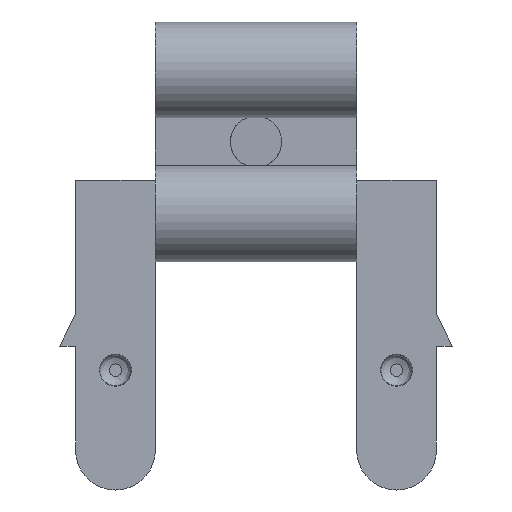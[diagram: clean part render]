
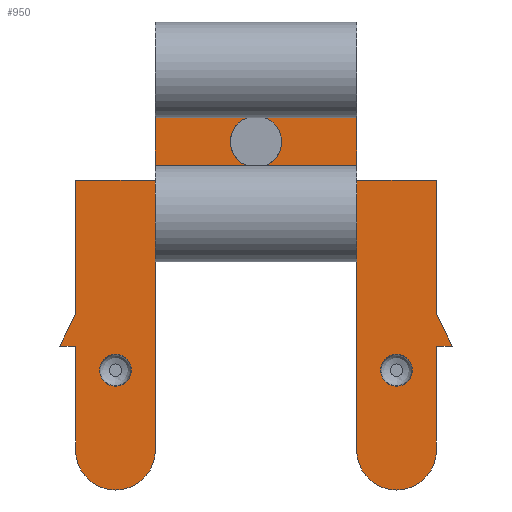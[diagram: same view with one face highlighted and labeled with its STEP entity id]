
A CAD part, front view. The second image highlights one B-rep face of the part: STEP entity #950.
In plain terms, the highlighted planar face has unit normal (0, -1, 0).
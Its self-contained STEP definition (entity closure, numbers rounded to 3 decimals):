
#20=PLANE($,#1034);
#80=LINE($,#1652,#166);
#86=LINE($,#1672,#172);
#87=LINE($,#1674,#173);
#88=LINE($,#1676,#174);
#89=LINE($,#1678,#175);
#90=LINE($,#1680,#176);
#91=LINE($,#1681,#177);
#92=LINE($,#1683,#178);
#93=LINE($,#1685,#179);
#94=LINE($,#1687,#180);
#95=LINE($,#1689,#181);
#96=LINE($,#1690,#182);
#97=LINE($,#1692,#183);
#98=LINE($,#1694,#184);
#99=LINE($,#1696,#185);
#100=LINE($,#1698,#186);
#101=LINE($,#1700,#187);
#102=LINE($,#1701,#188);
#166=VECTOR($,#1186,4.15);
#172=VECTOR($,#1202,6.3);
#173=VECTOR($,#1203,2.5);
#174=VECTOR($,#1204,4.2);
#175=VECTOR($,#1205,1.118);
#176=VECTOR($,#1206,0.5);
#177=VECTOR($,#1207,3.25);
#178=VECTOR($,#1208,5.958);
#179=VECTOR($,#1209,0.742);
#180=VECTOR($,#1210,6.3);
#181=VECTOR($,#1211,0.742);
#182=VECTOR($,#1212,5.958);
#183=VECTOR($,#1213,3.25);
#184=VECTOR($,#1214,0.5);
#185=VECTOR($,#1215,1.118);
#186=VECTOR($,#1216,4.2);
#187=VECTOR($,#1217,2.5);
#188=VECTOR($,#1218,4.15);
#247=FACE_BOUND($,#331,.T.);
#248=FACE_BOUND($,#332,.T.);
#249=FACE_BOUND($,#333,.T.);
#268=FACE_OUTER_BOUND($,#330,.T.);
#330=EDGE_LOOP($,(#738,#739,#740,#741,#742,#743,#744,#745,#746,#747,#748,
#749,#750,#751,#752,#753,#754,#755,#756,#757));
#331=EDGE_LOOP($,(#758));
#332=EDGE_LOOP($,(#759));
#333=EDGE_LOOP($,(#760));
#387=CIRCLE($,#1005,0.5);
#389=CIRCLE($,#1008,1.25);
#399=CIRCLE($,#1020,0.5);
#401=CIRCLE($,#1023,1.25);
#402=CIRCLE($,#1027,0.8);
#430=VERTEX_POINT($,#1448);
#433=VERTEX_POINT($,#1454);
#434=VERTEX_POINT($,#1456);
#444=VERTEX_POINT($,#1539);
#447=VERTEX_POINT($,#1545);
#448=VERTEX_POINT($,#1547);
#453=VERTEX_POINT($,#1592);
#468=VERTEX_POINT($,#1649);
#469=VERTEX_POINT($,#1651);
#478=VERTEX_POINT($,#1671);
#479=VERTEX_POINT($,#1673);
#480=VERTEX_POINT($,#1675);
#481=VERTEX_POINT($,#1677);
#482=VERTEX_POINT($,#1679);
#483=VERTEX_POINT($,#1682);
#484=VERTEX_POINT($,#1684);
#485=VERTEX_POINT($,#1686);
#486=VERTEX_POINT($,#1688);
#487=VERTEX_POINT($,#1691);
#488=VERTEX_POINT($,#1693);
#489=VERTEX_POINT($,#1695);
#490=VERTEX_POINT($,#1697);
#491=VERTEX_POINT($,#1699);
#527=EDGE_CURVE($,#430,#430,#387,.T.);
#530=EDGE_CURVE($,#433,#434,#389,.T.);
#543=EDGE_CURVE($,#444,#444,#399,.T.);
#546=EDGE_CURVE($,#448,#447,#401,.T.);
#553=EDGE_CURVE($,#453,#453,#402,.T.);
#572=EDGE_CURVE($,#468,#469,#80,.T.);
#582=EDGE_CURVE($,#478,#469,#86,.T.);
#583=EDGE_CURVE($,#479,#468,#87,.T.);
#584=EDGE_CURVE($,#480,#479,#88,.T.);
#585=EDGE_CURVE($,#481,#480,#89,.T.);
#586=EDGE_CURVE($,#482,#481,#90,.T.);
#587=EDGE_CURVE($,#434,#482,#91,.T.);
#588=EDGE_CURVE($,#483,#433,#92,.T.);
#589=EDGE_CURVE($,#484,#483,#93,.T.);
#590=EDGE_CURVE($,#485,#484,#94,.T.);
#591=EDGE_CURVE($,#485,#486,#95,.T.);
#592=EDGE_CURVE($,#486,#448,#96,.T.);
#593=EDGE_CURVE($,#447,#487,#97,.T.);
#594=EDGE_CURVE($,#487,#488,#98,.T.);
#595=EDGE_CURVE($,#488,#489,#99,.T.);
#596=EDGE_CURVE($,#489,#490,#100,.T.);
#597=EDGE_CURVE($,#490,#491,#101,.T.);
#598=EDGE_CURVE($,#491,#478,#102,.T.);
#738=ORIENTED_EDGE($,*,*,#582,.T.);
#739=ORIENTED_EDGE($,*,*,#572,.F.);
#740=ORIENTED_EDGE($,*,*,#583,.F.);
#741=ORIENTED_EDGE($,*,*,#584,.F.);
#742=ORIENTED_EDGE($,*,*,#585,.F.);
#743=ORIENTED_EDGE($,*,*,#586,.F.);
#744=ORIENTED_EDGE($,*,*,#587,.F.);
#745=ORIENTED_EDGE($,*,*,#530,.F.);
#746=ORIENTED_EDGE($,*,*,#588,.F.);
#747=ORIENTED_EDGE($,*,*,#589,.F.);
#748=ORIENTED_EDGE($,*,*,#590,.F.);
#749=ORIENTED_EDGE($,*,*,#591,.T.);
#750=ORIENTED_EDGE($,*,*,#592,.T.);
#751=ORIENTED_EDGE($,*,*,#546,.T.);
#752=ORIENTED_EDGE($,*,*,#593,.T.);
#753=ORIENTED_EDGE($,*,*,#594,.T.);
#754=ORIENTED_EDGE($,*,*,#595,.T.);
#755=ORIENTED_EDGE($,*,*,#596,.T.);
#756=ORIENTED_EDGE($,*,*,#597,.T.);
#757=ORIENTED_EDGE($,*,*,#598,.T.);
#758=ORIENTED_EDGE($,*,*,#553,.F.);
#759=ORIENTED_EDGE($,*,*,#543,.T.);
#760=ORIENTED_EDGE($,*,*,#527,.F.);
#950=ADVANCED_FACE($,(#268,#247,#248,#249),#20,.T.);
#1005=AXIS2_PLACEMENT_3D($,#1449,#1113,#1114);
#1008=AXIS2_PLACEMENT_3D($,#1457,#1120,#1121);
#1020=AXIS2_PLACEMENT_3D($,#1540,#1145,#1146);
#1023=AXIS2_PLACEMENT_3D($,#1548,#1152,#1153);
#1027=AXIS2_PLACEMENT_3D($,#1594,#1163,#1164);
#1034=AXIS2_PLACEMENT_3D($,#1670,#1200,#1201);
#1113=DIRECTION('center_axis',(0.,-1.,0.));
#1114=DIRECTION('ref_axis',(0.,0.,1.));
#1120=DIRECTION('center_axis',(0.,1.,0.));
#1121=DIRECTION('ref_axis',(0.,0.,-1.));
#1145=DIRECTION('center_axis',(0.,1.,0.));
#1146=DIRECTION('ref_axis',(0.,0.,1.));
#1152=DIRECTION('center_axis',(0.,-1.,0.));
#1153=DIRECTION('ref_axis',(0.,0.,-1.));
#1163=DIRECTION('center_axis',(0.,-1.,0.));
#1164=DIRECTION('ref_axis',(0.,0.,-1.));
#1186=DIRECTION($,(0.,0.,1.));
#1200=DIRECTION('center_axis',(0.,-1.,0.));
#1201=DIRECTION('ref_axis',(0.,0.,-1.));
#1202=DIRECTION($,(-1.,0.,0.));
#1203=DIRECTION($,(1.,0.,0.));
#1204=DIRECTION($,(0.,0.,1.));
#1205=DIRECTION($,(0.447,0.,0.894));
#1206=DIRECTION($,(-1.,0.,0.));
#1207=DIRECTION($,(0.,0.,1.));
#1208=DIRECTION($,(0.,0.,-1.));
#1209=DIRECTION($,(0.,0.,-1.));
#1210=DIRECTION($,(-1.,0.,0.));
#1211=DIRECTION($,(0.,0.,-1.));
#1212=DIRECTION($,(0.,0.,-1.));
#1213=DIRECTION($,(0.,0.,1.));
#1214=DIRECTION($,(1.,0.,0.));
#1215=DIRECTION($,(-0.447,0.,0.894));
#1216=DIRECTION($,(0.,0.,1.));
#1217=DIRECTION($,(-1.,0.,0.));
#1218=DIRECTION($,(0.,0.,1.));
#1448=CARTESIAN_POINT('',(-4.4,-0.5,-0.25));
#1449=CARTESIAN_POINT('Origin',(-4.4,-0.5,-0.75));
#1454=CARTESIAN_POINT('',(-3.15,-0.5,-3.25));
#1456=CARTESIAN_POINT('',(-5.65,-0.5,-3.25));
#1457=CARTESIAN_POINT('Origin',(-4.4,-0.5,-3.25));
#1539=CARTESIAN_POINT('',(4.4,-0.5,-0.25));
#1540=CARTESIAN_POINT('Origin',(4.4,-0.5,-0.75));
#1545=CARTESIAN_POINT('',(5.65,-0.5,-3.25));
#1547=CARTESIAN_POINT('',(3.15,-0.5,-3.25));
#1548=CARTESIAN_POINT('Origin',(4.4,-0.5,-3.25));
#1592=CARTESIAN_POINT('',(-0.8,-0.5,6.4));
#1594=CARTESIAN_POINT('Origin',(0.,-0.5,
6.4));
#1649=CARTESIAN_POINT('',(-3.15,-0.5,5.2));
#1651=CARTESIAN_POINT('',(-3.15,-0.5,9.35));
#1652=CARTESIAN_POINT($,(-3.15,-0.5,9.35));
#1670=CARTESIAN_POINT('Origin',(3.15,-0.5,9.35));
#1671=CARTESIAN_POINT('',(3.15,-0.5,9.35));
#1672=CARTESIAN_POINT($,(3.15,-0.5,9.35));
#1673=CARTESIAN_POINT('',(-5.65,-0.5,5.2));
#1674=CARTESIAN_POINT($,(-3.15,-0.5,5.2));
#1675=CARTESIAN_POINT('',(-5.65,-0.5,1.));
#1676=CARTESIAN_POINT($,(-5.65,-0.5,5.2));
#1677=CARTESIAN_POINT('',(-6.15,-0.5,0.));
#1678=CARTESIAN_POINT($,(-5.65,-0.5,1.));
#1679=CARTESIAN_POINT('',(-5.65,-0.5,0.));
#1680=CARTESIAN_POINT($,(-6.15,-0.5,0.));
#1681=CARTESIAN_POINT($,(-5.65,-0.5,0.));
#1682=CARTESIAN_POINT('',(-3.15,-0.5,2.708));
#1683=CARTESIAN_POINT($,(-3.15,-0.5,-3.25));
#1684=CARTESIAN_POINT('',(-3.15,-0.5,3.45));
#1685=CARTESIAN_POINT($,(-3.15,-0.5,8.65));
#1686=CARTESIAN_POINT('',(3.15,-0.5,3.45));
#1687=CARTESIAN_POINT($,(3.15,-0.5,3.45));
#1688=CARTESIAN_POINT('',(3.15,-0.5,2.708));
#1689=CARTESIAN_POINT($,(3.15,-0.5,8.65));
#1690=CARTESIAN_POINT($,(3.15,-0.5,-3.25));
#1691=CARTESIAN_POINT('',(5.65,-0.5,0.));
#1692=CARTESIAN_POINT($,(5.65,-0.5,0.));
#1693=CARTESIAN_POINT('',(6.15,-0.5,0.));
#1694=CARTESIAN_POINT($,(6.15,-0.5,0.));
#1695=CARTESIAN_POINT('',(5.65,-0.5,1.));
#1696=CARTESIAN_POINT($,(5.65,-0.5,1.));
#1697=CARTESIAN_POINT('',(5.65,-0.5,5.2));
#1698=CARTESIAN_POINT($,(5.65,-0.5,5.2));
#1699=CARTESIAN_POINT('',(3.15,-0.5,5.2));
#1700=CARTESIAN_POINT($,(3.15,-0.5,5.2));
#1701=CARTESIAN_POINT($,(3.15,-0.5,9.35));
